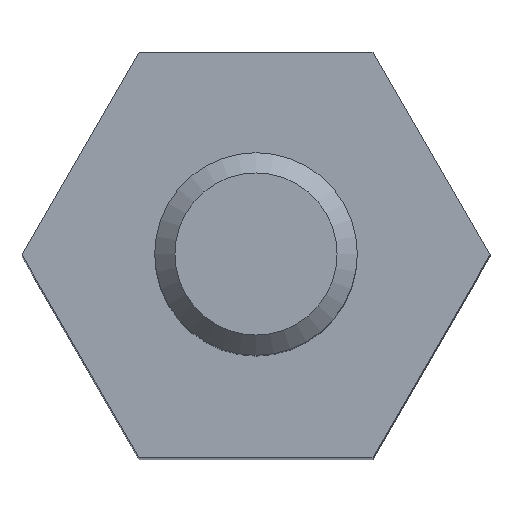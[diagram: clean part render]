
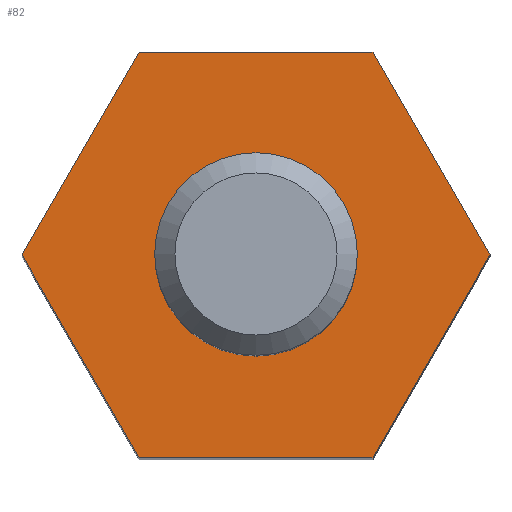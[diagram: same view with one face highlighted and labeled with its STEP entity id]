
A CAD part, top view. The second image highlights one B-rep face of the part: STEP entity #82.
In plain terms, the highlighted planar face has unit normal (0, 0, 1).
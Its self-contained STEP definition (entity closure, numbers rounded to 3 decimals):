
#82 = ADVANCED_FACE( '', ( #177, #178 ), #179, .T. );
#177 = FACE_BOUND( '', #275, .T. );
#178 = FACE_OUTER_BOUND( '', #276, .T. );
#179 = PLANE( '', #277 );
#275 = EDGE_LOOP( '', ( #420 ) );
#276 = EDGE_LOOP( '', ( #421, #422, #423, #424, #425, #426 ) );
#277 = AXIS2_PLACEMENT_3D( '', #427, #428, #429 );
#420 = ORIENTED_EDGE( '', *, *, #516, .T. );
#421 = ORIENTED_EDGE( '', *, *, #530, .T. );
#422 = ORIENTED_EDGE( '', *, *, #546, .T. );
#423 = ORIENTED_EDGE( '', *, *, #548, .T. );
#424 = ORIENTED_EDGE( '', *, *, #549, .T. );
#425 = ORIENTED_EDGE( '', *, *, #524, .T. );
#426 = ORIENTED_EDGE( '', *, *, #550, .T. );
#427 = CARTESIAN_POINT( '', ( 0., 0., 0. ) );
#428 = DIRECTION( '', ( 0., 0., 1. ) );
#429 = DIRECTION( '', ( 1., 0., 0. ) );
#516 = EDGE_CURVE( '', #595, #595, #596, .F. );
#524 = EDGE_CURVE( '', #603, #607, #609, .T. );
#530 = EDGE_CURVE( '', #612, #618, #620, .T. );
#546 = EDGE_CURVE( '', #618, #640, #642, .T. );
#548 = EDGE_CURVE( '', #640, #644, #645, .T. );
#549 = EDGE_CURVE( '', #644, #603, #646, .T. );
#550 = EDGE_CURVE( '', #607, #612, #647, .T. );
#595 = VERTEX_POINT( '', #695 );
#596 = CIRCLE( '', #696, 1.3 );
#603 = VERTEX_POINT( '', #703 );
#607 = VERTEX_POINT( '', #709 );
#609 = LINE( '', #712, #713 );
#612 = VERTEX_POINT( '', #716 );
#618 = VERTEX_POINT( '', #725 );
#620 = LINE( '', #728, #729 );
#640 = VERTEX_POINT( '', #751 );
#642 = LINE( '', #754, #755 );
#644 = VERTEX_POINT( '', #757 );
#645 = LINE( '', #758, #759 );
#646 = LINE( '', #760, #761 );
#647 = LINE( '', #762, #763 );
#695 = CARTESIAN_POINT( '', ( 1.3, 0., 0. ) );
#696 = AXIS2_PLACEMENT_3D( '', #815, #816, #817 );
#703 = CARTESIAN_POINT( '', ( -1.732, 3., 0. ) );
#709 = CARTESIAN_POINT( '', ( -3.464, 0., 0. ) );
#712 = CARTESIAN_POINT( '', ( -1.732, 3., 0. ) );
#713 = VECTOR( '', #827, 1000. );
#716 = CARTESIAN_POINT( '', ( -1.732, -3., 0. ) );
#725 = CARTESIAN_POINT( '', ( 1.732, -3., 0. ) );
#728 = CARTESIAN_POINT( '', ( -1.732, -3., 0. ) );
#729 = VECTOR( '', #832, 1000. );
#751 = CARTESIAN_POINT( '', ( 3.464, 0., 0. ) );
#754 = CARTESIAN_POINT( '', ( 1.732, -3., 0. ) );
#755 = VECTOR( '', #854, 1000. );
#757 = CARTESIAN_POINT( '', ( 1.732, 3., 0. ) );
#758 = CARTESIAN_POINT( '', ( 3.464, 0., 0. ) );
#759 = VECTOR( '', #855, 1000. );
#760 = CARTESIAN_POINT( '', ( 1.732, 3., 0. ) );
#761 = VECTOR( '', #856, 1000. );
#762 = CARTESIAN_POINT( '', ( -3.464, 0., 0. ) );
#763 = VECTOR( '', #857, 1000. );
#815 = CARTESIAN_POINT( '', ( 0., 0., 0. ) );
#816 = DIRECTION( '', ( 0., 0., 1. ) );
#817 = DIRECTION( '', ( 1., 0., 0. ) );
#827 = DIRECTION( '', ( -0.5, -0.866, 0. ) );
#832 = DIRECTION( '', ( 1., 0., 0. ) );
#854 = DIRECTION( '', ( 0.5, 0.866, 0. ) );
#855 = DIRECTION( '', ( -0.5, 0.866, 0. ) );
#856 = DIRECTION( '', ( -1., 0., 0. ) );
#857 = DIRECTION( '', ( 0.5, -0.866, 0. ) );
